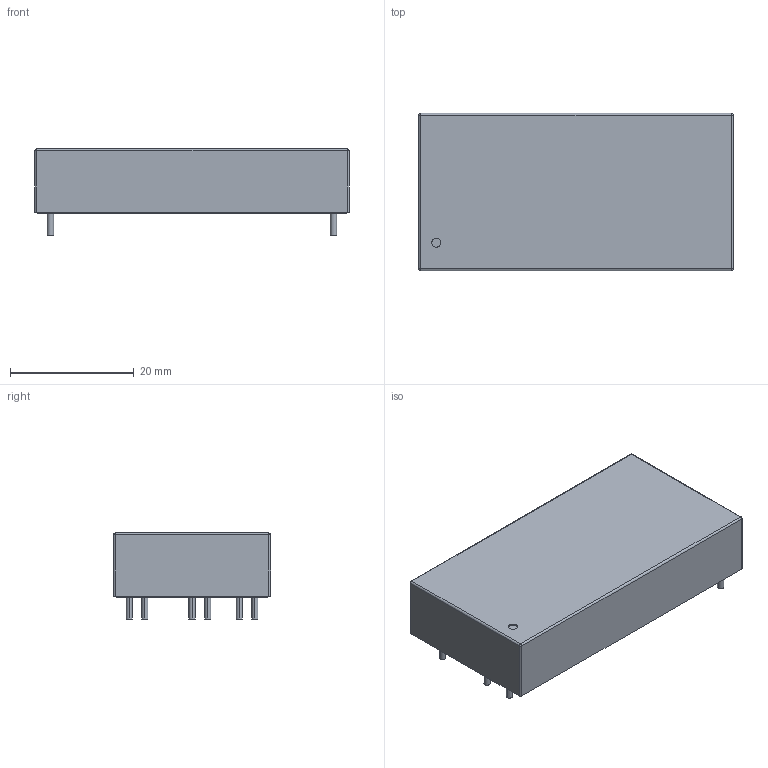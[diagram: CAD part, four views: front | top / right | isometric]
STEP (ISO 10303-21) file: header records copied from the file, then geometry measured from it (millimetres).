
FILE_DESCRIPTION (( 'STEP AP214' ), '1' );
FILE_NAME ('PWRM-TH_ESCS024W.step', '2022-07-09T11:10:33', ( '' ), ( '' ), 'SwSTEP 2.0', 'SolidWorks 2020', '' );
FILE_SCHEMA (( 'AUTOMOTIVE_DESIGN' ));
Length unit declared in the file: millimetre
Products named in the file (1): PWRM-TH_ESCS024W
Bounding box: 50.8 x 25.4 x 13.9 mm (x, y, z)
Volume: 13416.6 mm3; surface area: 4209.1 mm2
Topology: 1 solids, 1 shells, 328 faces, 868 edges, 572 vertices
Faces by surface type: plane 188, bspline 114, cylinder 22, sphere 4
Entity records: 14419 total; most frequent: CARTESIAN_POINT 4127, ORIENTED_EDGE 1728, DIRECTION 1106, EDGE_CURVE 864, VECTOR 588, LINE 588, VERTEX_POINT 572, EDGE_LOOP 362
